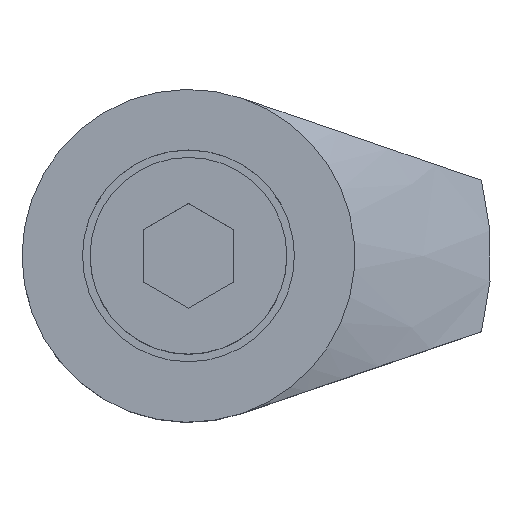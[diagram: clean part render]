
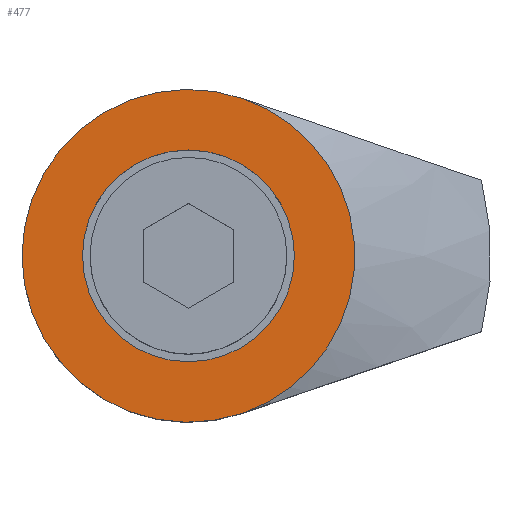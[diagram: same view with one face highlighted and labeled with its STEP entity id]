
A CAD part, top view. The second image highlights one B-rep face of the part: STEP entity #477.
In plain terms, the highlighted planar face has unit normal (0, 0, 1).
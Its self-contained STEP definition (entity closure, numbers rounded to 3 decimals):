
#1 = AXIS2_PLACEMENT_3D ( 'NONE', #238, #51, #863 ) ;
#3 = DIRECTION ( 'NONE',  ( 0., 0., 1. ) ) ;
#46 = DIRECTION ( 'NONE',  ( -1., 0., 0. ) ) ;
#51 = DIRECTION ( 'NONE',  ( 0., 0., 1. ) ) ;
#105 = EDGE_LOOP ( 'NONE', ( #1095, #370, #501 ) ) ;
#128 = DIRECTION ( 'NONE',  ( 0., 0., 1. ) ) ;
#186 = CIRCLE ( 'NONE', #230, 11. ) ;
#215 = FACE_OUTER_BOUND ( 'NONE', #105, .T. ) ;
#226 = DIRECTION ( 'NONE',  ( 0., 0., 1. ) ) ;
#230 = AXIS2_PLACEMENT_3D ( 'NONE', #960, #226, #46 ) ;
#238 = CARTESIAN_POINT ( 'NONE',  ( 0., 0., 35. ) ) ;
#258 = EDGE_CURVE ( 'NONE', #834, #1275, #946, .T. ) ;
#294 = CIRCLE ( 'NONE', #559, 7. ) ;
#304 = DIRECTION ( 'NONE',  ( 1., 0., 0. ) ) ;
#315 = PLANE ( 'NONE',  #918 ) ;
#345 = DIRECTION ( 'NONE',  ( -1., 0., 0. ) ) ;
#358 = CARTESIAN_POINT ( 'NONE',  ( 3.561, 10.408, 35. ) ) ;
#370 = ORIENTED_EDGE ( 'NONE', *, *, #258, .T. ) ;
#448 = AXIS2_PLACEMENT_3D ( 'NONE', #641, #128, #345 ) ;
#477 = ADVANCED_FACE ( 'NONE', ( #1241, #215 ), #315, .T. ) ;
#501 = ORIENTED_EDGE ( 'NONE', *, *, #720, .T. ) ;
#509 = CARTESIAN_POINT ( 'NONE',  ( 7., 0., 35. ) ) ;
#517 = CARTESIAN_POINT ( 'NONE',  ( -11.132, -11.132, 35. ) ) ;
#528 = ORIENTED_EDGE ( 'NONE', *, *, #577, .F. ) ;
#559 = AXIS2_PLACEMENT_3D ( 'NONE', #776, #1080, #1055 ) ;
#577 = EDGE_CURVE ( 'NONE', #1288, #1144, #981, .T. ) ;
#641 = CARTESIAN_POINT ( 'NONE',  ( 0., 0., 35. ) ) ;
#655 = CARTESIAN_POINT ( 'NONE',  ( 3.561, -10.408, 35. ) ) ;
#689 = CARTESIAN_POINT ( 'NONE',  ( -11., 0., 35. ) ) ;
#694 = CARTESIAN_POINT ( 'NONE',  ( -7., 0., 35. ) ) ;
#705 = CIRCLE ( 'NONE', #448, 11. ) ;
#720 = EDGE_CURVE ( 'NONE', #1275, #922, #186, .T. ) ;
#740 = DIRECTION ( 'NONE',  ( 1., 0., 0. ) ) ;
#743 = EDGE_CURVE ( 'NONE', #922, #834, #705, .T. ) ;
#776 = CARTESIAN_POINT ( 'NONE',  ( 0., 0., 35. ) ) ;
#834 = VERTEX_POINT ( 'NONE', #358 ) ;
#848 = EDGE_CURVE ( 'NONE', #1144, #1288, #294, .T. ) ;
#863 = DIRECTION ( 'NONE',  ( -1., 0., 0. ) ) ;
#918 = AXIS2_PLACEMENT_3D ( 'NONE', #517, #3, #740 ) ;
#922 = VERTEX_POINT ( 'NONE', #655 ) ;
#932 = EDGE_LOOP ( 'NONE', ( #528, #1125 ) ) ;
#941 = DIRECTION ( 'NONE',  ( 0., 0., 1. ) ) ;
#946 = CIRCLE ( 'NONE', #1, 11. ) ;
#960 = CARTESIAN_POINT ( 'NONE',  ( 0., 0., 35. ) ) ;
#981 = CIRCLE ( 'NONE', #1268, 7. ) ;
#1044 = CARTESIAN_POINT ( 'NONE',  ( 0., 0., 35. ) ) ;
#1055 = DIRECTION ( 'NONE',  ( 1., 0., 0. ) ) ;
#1080 = DIRECTION ( 'NONE',  ( 0., 0., 1. ) ) ;
#1095 = ORIENTED_EDGE ( 'NONE', *, *, #743, .T. ) ;
#1125 = ORIENTED_EDGE ( 'NONE', *, *, #848, .F. ) ;
#1144 = VERTEX_POINT ( 'NONE', #694 ) ;
#1241 = FACE_BOUND ( 'NONE', #932, .T. ) ;
#1268 = AXIS2_PLACEMENT_3D ( 'NONE', #1044, #941, #304 ) ;
#1275 = VERTEX_POINT ( 'NONE', #689 ) ;
#1288 = VERTEX_POINT ( 'NONE', #509 ) ;
